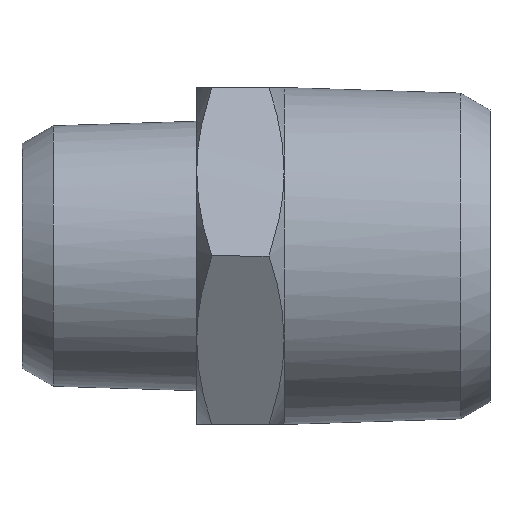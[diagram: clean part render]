
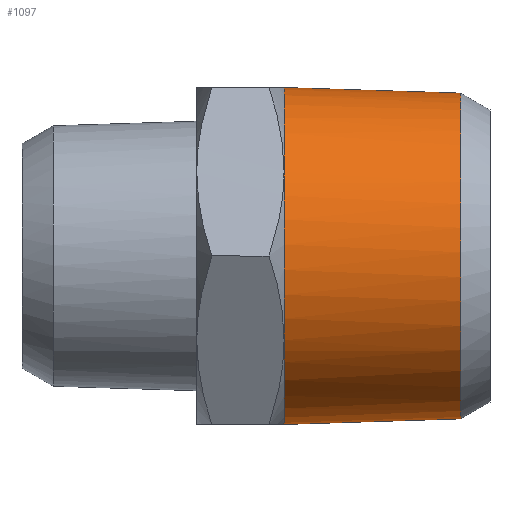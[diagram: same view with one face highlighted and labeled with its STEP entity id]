
A CAD part, left-side view. The second image highlights one B-rep face of the part: STEP entity #1097.
In plain terms, the highlighted free-form (B-spline) face has degree [1, 3] with [2, 4] control points.
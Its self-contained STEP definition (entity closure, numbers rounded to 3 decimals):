
#6 =( BOUNDED_CURVE ( )  B_SPLINE_CURVE ( 3, ( #1092, #580, #585, #266 ),
 .UNSPECIFIED., .F., .F. ) 
 B_SPLINE_CURVE_WITH_KNOTS ( ( 4, 4 ),
 ( -3.142, 0. ),
 .UNSPECIFIED. ) 
 CURVE ( )  GEOMETRIC_REPRESENTATION_ITEM ( )  RATIONAL_B_SPLINE_CURVE ( ( 1., 0.333, 0.333, 1. ) ) 
 REPRESENTATION_ITEM ( '' )  );
#44 = CARTESIAN_POINT ( 'NONE',  ( -26.1, 2.338, 13.05 ) ) ;
#50 = CARTESIAN_POINT ( 'NONE',  ( 0., 2.338, 13.05 ) ) ;
#140 = CARTESIAN_POINT ( 'NONE',  ( -11.688, 16.5, -6.748 ) ) ;
#179 = CARTESIAN_POINT ( 'NONE',  ( -11.688, 16.5, 6.748 ) ) ;
#208 = CARTESIAN_POINT ( 'NONE',  ( -26.985, 16.5, -13.493 ) ) ;
#223 = EDGE_CURVE ( 'NONE', #682, #1609, #6, .T. ) ;
#228 = EDGE_CURVE ( 'NONE', #1501, #682, #1820, .T. ) ;
#249 = EDGE_LOOP ( 'NONE', ( #1322, #1985, #1175, #627, #1934, #557 ) ) ;
#266 = CARTESIAN_POINT ( 'NONE',  ( 0., 2.338, 13.05 ) ) ;
#338 = CARTESIAN_POINT ( 'NONE',  ( -11.688, 16.5, 6.748 ) ) ;
#458 = VERTEX_POINT ( 'NONE', #1930 ) ;
#487 = EDGE_CURVE ( 'NONE', #1523, #1319, #1290, .T. ) ;
#506 = CARTESIAN_POINT ( 'NONE',  ( 0., 16.5, 13.496 ) ) ;
#517 = CARTESIAN_POINT ( 'NONE',  ( 0., 2.338, 13.05 ) ) ;
#557 = ORIENTED_EDGE ( 'NONE', *, *, #228, .T. ) ;
#580 = CARTESIAN_POINT ( 'NONE',  ( -26.1, 2.338, -13.05 ) ) ;
#585 = CARTESIAN_POINT ( 'NONE',  ( -26.1, 2.338, 13.05 ) ) ;
#605 = CARTESIAN_POINT ( 'NONE',  ( 0., 16.5, -13.496 ) ) ;
#627 = ORIENTED_EDGE ( 'NONE', *, *, #803, .F. ) ;
#646 = CARTESIAN_POINT ( 'NONE',  ( 0., 2.338, -13.05 ) ) ;
#650 = CARTESIAN_POINT ( 'NONE',  ( -4.941, 16.5, 13.5 ) ) ;
#679 =( BOUNDED_CURVE ( )  B_SPLINE_CURVE ( 3, ( #810, #1763, #830, #338 ),
 .UNSPECIFIED., .F., .F. ) 
 B_SPLINE_CURVE_WITH_KNOTS ( ( 4, 4 ),
 ( -1.047, 0. ),
 .UNSPECIFIED. ) 
 CURVE ( )  GEOMETRIC_REPRESENTATION_ITEM ( )  RATIONAL_B_SPLINE_CURVE ( ( 1., 0.911, 0.911, 1. ) ) 
 REPRESENTATION_ITEM ( '' )  );
#682 = VERTEX_POINT ( 'NONE', #1019 ) ;
#803 = EDGE_CURVE ( 'NONE', #458, #1523, #679, .T. ) ;
#810 = CARTESIAN_POINT ( 'NONE',  ( -11.688, 16.5, -6.748 ) ) ;
#830 = CARTESIAN_POINT ( 'NONE',  ( -14.162, 16.5, 2.471 ) ) ;
#854 = CARTESIAN_POINT ( 'NONE',  ( 0., 16.5, 13.493 ) ) ;
#1019 = CARTESIAN_POINT ( 'NONE',  ( 0., 2.338, -13.05 ) ) ;
#1041 =( BOUNDED_SURFACE ( )  B_SPLINE_SURFACE ( 1, 3, ( 
 ( #646, #1747, #44, #50 ),
 ( #1790, #208, #1977, #854 ) ),
 .UNSPECIFIED., .F., .F., .F. ) 
 B_SPLINE_SURFACE_WITH_KNOTS ( ( 2, 2 ),
 ( 4, 4 ),
 ( 0., 1. ),
 ( 0., 1. ),
 .UNSPECIFIED. ) 
 GEOMETRIC_REPRESENTATION_ITEM ( )  RATIONAL_B_SPLINE_SURFACE ( (
 ( 1., 0.333, 0.333, 1.),
 ( 1., 0.333, 0.333, 1.) ) ) 
 REPRESENTATION_ITEM ( '' )  SURFACE ( )  );
#1079 = CARTESIAN_POINT ( 'NONE',  ( 0., 16.5, 13.496 ) ) ;
#1092 = CARTESIAN_POINT ( 'NONE',  ( 0., 2.338, -13.05 ) ) ;
#1096 = B_SPLINE_CURVE_WITH_KNOTS ( 'NONE', 1,
 ( #517, #1684 ),
 .UNSPECIFIED., .F., .F.,
 ( 2, 2 ),
 ( -1., 0. ),
 .UNSPECIFIED. ) ;
#1097 = ADVANCED_FACE ( 'NONE', ( #1122 ), #1041, .F. ) ;
#1122 = FACE_OUTER_BOUND ( 'NONE', #249, .T. ) ;
#1175 = ORIENTED_EDGE ( 'NONE', *, *, #487, .F. ) ;
#1188 = CARTESIAN_POINT ( 'NONE',  ( -11.688, 16.5, 6.748 ) ) ;
#1211 =( BOUNDED_CURVE ( )  B_SPLINE_CURVE ( 3, ( #605, #2024, #1596, #140 ),
 .UNSPECIFIED., .F., .F. ) 
 B_SPLINE_CURVE_WITH_KNOTS ( ( 4, 4 ),
 ( -1.047, 0. ),
 .UNSPECIFIED. ) 
 CURVE ( )  GEOMETRIC_REPRESENTATION_ITEM ( )  RATIONAL_B_SPLINE_CURVE ( ( 1., 0.911, 0.911, 1. ) ) 
 REPRESENTATION_ITEM ( '' )  );
#1233 = EDGE_CURVE ( 'NONE', #1609, #1319, #1096, .T. ) ;
#1290 =( BOUNDED_CURVE ( )  B_SPLINE_CURVE ( 3, ( #179, #1783, #650, #506 ),
 .UNSPECIFIED., .F., .F. ) 
 B_SPLINE_CURVE_WITH_KNOTS ( ( 4, 4 ),
 ( -1.047, 0. ),
 .UNSPECIFIED. ) 
 CURVE ( )  GEOMETRIC_REPRESENTATION_ITEM ( )  RATIONAL_B_SPLINE_CURVE ( ( 1., 0.911, 0.911, 1. ) ) 
 REPRESENTATION_ITEM ( '' )  );
#1319 = VERTEX_POINT ( 'NONE', #1079 ) ;
#1322 = ORIENTED_EDGE ( 'NONE', *, *, #223, .T. ) ;
#1392 = CARTESIAN_POINT ( 'NONE',  ( 0., 16.5, -13.496 ) ) ;
#1501 = VERTEX_POINT ( 'NONE', #1971 ) ;
#1523 = VERTEX_POINT ( 'NONE', #1188 ) ;
#1534 = CARTESIAN_POINT ( 'NONE',  ( 0., 2.338, -13.05 ) ) ;
#1596 = CARTESIAN_POINT ( 'NONE',  ( -9.221, 16.5, -11.029 ) ) ;
#1609 = VERTEX_POINT ( 'NONE', #1743 ) ;
#1618 = EDGE_CURVE ( 'NONE', #1501, #458, #1211, .T. ) ;
#1684 = CARTESIAN_POINT ( 'NONE',  ( 0., 16.5, 13.496 ) ) ;
#1743 = CARTESIAN_POINT ( 'NONE',  ( 0., 2.338, 13.05 ) ) ;
#1747 = CARTESIAN_POINT ( 'NONE',  ( -26.1, 2.338, -13.05 ) ) ;
#1763 = CARTESIAN_POINT ( 'NONE',  ( -14.162, 16.5, -2.471 ) ) ;
#1783 = CARTESIAN_POINT ( 'NONE',  ( -9.221, 16.5, 11.029 ) ) ;
#1790 = CARTESIAN_POINT ( 'NONE',  ( 0., 16.5, -13.493 ) ) ;
#1820 = B_SPLINE_CURVE_WITH_KNOTS ( 'NONE', 1,
 ( #1392, #1534 ),
 .UNSPECIFIED., .F., .F.,
 ( 2, 2 ),
 ( -1., 0. ),
 .UNSPECIFIED. ) ;
#1930 = CARTESIAN_POINT ( 'NONE',  ( -11.688, 16.5, -6.748 ) ) ;
#1934 = ORIENTED_EDGE ( 'NONE', *, *, #1618, .F. ) ;
#1971 = CARTESIAN_POINT ( 'NONE',  ( 0., 16.5, -13.496 ) ) ;
#1977 = CARTESIAN_POINT ( 'NONE',  ( -26.985, 16.5, 13.493 ) ) ;
#1985 = ORIENTED_EDGE ( 'NONE', *, *, #1233, .T. ) ;
#2024 = CARTESIAN_POINT ( 'NONE',  ( -4.941, 16.5, -13.5 ) ) ;
